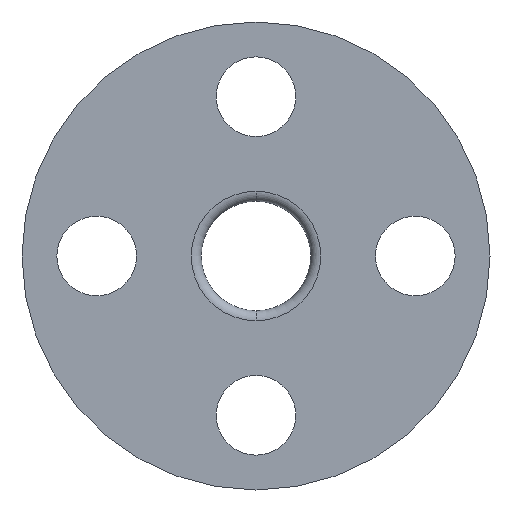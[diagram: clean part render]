
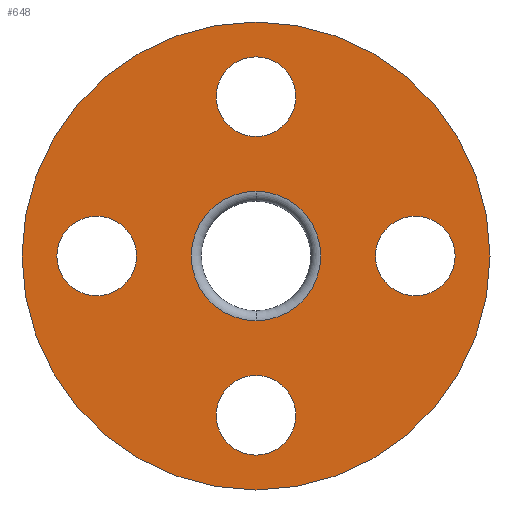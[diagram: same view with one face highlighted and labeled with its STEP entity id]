
A CAD part, left-side view. The second image highlights one B-rep face of the part: STEP entity #648.
In plain terms, the highlighted planar face has unit normal (-1, 0, 0).
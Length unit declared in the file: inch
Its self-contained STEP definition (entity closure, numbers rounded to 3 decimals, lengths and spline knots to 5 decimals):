
#3 = ORIENTED_EDGE ( 'NONE', *, *, #387, .F. ) ;
#7 = CIRCLE ( 'NONE', #698, 0.5 ) ;
#8 = ORIENTED_EDGE ( 'NONE', *, *, #641, .F. ) ;
#14 = DIRECTION ( 'NONE',  ( 0., 0., -1. ) ) ;
#19 = CARTESIAN_POINT ( 'NONE',  ( 0.42486, -2., -0.5 ) ) ;
#20 = VERTEX_POINT ( 'NONE', #546 ) ;
#48 = DIRECTION ( 'NONE',  ( -1., 0., 0. ) ) ;
#50 = DIRECTION ( 'NONE',  ( -1., 0., 0. ) ) ;
#75 = DIRECTION ( 'NONE',  ( 0., 0., 1. ) ) ;
#79 = VERTEX_POINT ( 'NONE', #621 ) ;
#91 = EDGE_CURVE ( 'NONE', #79, #95, #197, .T. ) ;
#95 = VERTEX_POINT ( 'NONE', #461 ) ;
#106 = CARTESIAN_POINT ( 'NONE',  ( 0.42486, 0., -1.5 ) ) ;
#113 = AXIS2_PLACEMENT_3D ( 'NONE', #465, #299, #75 ) ;
#114 = EDGE_CURVE ( 'NONE', #20, #655, #515, .T. ) ;
#115 = CIRCLE ( 'NONE', #397, 0.5 ) ;
#125 = CARTESIAN_POINT ( 'NONE',  ( 0.42486, 0., 2.5 ) ) ;
#127 = CIRCLE ( 'NONE', #532, 0.5 ) ;
#139 = CIRCLE ( 'NONE', #264, 0.5 ) ;
#142 = VERTEX_POINT ( 'NONE', #194 ) ;
#143 = DIRECTION ( 'NONE',  ( 0., 0., -1. ) ) ;
#147 = ORIENTED_EDGE ( 'NONE', *, *, #190, .T. ) ;
#148 = CARTESIAN_POINT ( 'NONE',  ( 0.42486, 0., 0. ) ) ;
#150 = AXIS2_PLACEMENT_3D ( 'NONE', #148, #430, #596 ) ;
#156 = CARTESIAN_POINT ( 'NONE',  ( 0.42486, 0., 1.5 ) ) ;
#158 = ORIENTED_EDGE ( 'NONE', *, *, #265, .T. ) ;
#159 = CARTESIAN_POINT ( 'NONE',  ( 0.42486, 0., -2. ) ) ;
#160 = EDGE_CURVE ( 'NONE', #398, #561, #139, .T. ) ;
#162 = VERTEX_POINT ( 'NONE', #125 ) ;
#163 = CARTESIAN_POINT ( 'NONE',  ( 0.42486, 0., -2.5 ) ) ;
#174 = DIRECTION ( 'NONE',  ( 0., -1., 0. ) ) ;
#180 = VERTEX_POINT ( 'NONE', #156 ) ;
#184 = CIRCLE ( 'NONE', #150, 2.9375 ) ;
#185 = CARTESIAN_POINT ( 'NONE',  ( 0.42486, -2., 0. ) ) ;
#190 = EDGE_CURVE ( 'NONE', #268, #142, #184, .T. ) ;
#192 = DIRECTION ( 'NONE',  ( 0., 0., 1. ) ) ;
#193 = EDGE_LOOP ( 'NONE', ( #158, #696 ) ) ;
#194 = CARTESIAN_POINT ( 'NONE',  ( 0.42486, 0., 2.9375 ) ) ;
#197 = CIRCLE ( 'NONE', #113, 0.8125 ) ;
#198 = CIRCLE ( 'NONE', #712, 0.5 ) ;
#204 = CARTESIAN_POINT ( 'NONE',  ( 0.42486, 0., -2.9375 ) ) ;
#220 = ORIENTED_EDGE ( 'NONE', *, *, #160, .F. ) ;
#227 = CARTESIAN_POINT ( 'NONE',  ( 0.42486, 2., 0.5 ) ) ;
#228 = CARTESIAN_POINT ( 'NONE',  ( 0.42486, 0., 2. ) ) ;
#232 = EDGE_CURVE ( 'NONE', #384, #710, #304, .T. ) ;
#235 = AXIS2_PLACEMENT_3D ( 'NONE', #525, #627, #459 ) ;
#236 = CARTESIAN_POINT ( 'NONE',  ( 0.42486, 0., 2. ) ) ;
#247 = DIRECTION ( 'NONE',  ( -1., 0., 0. ) ) ;
#264 = AXIS2_PLACEMENT_3D ( 'NONE', #404, #679, #623 ) ;
#265 = EDGE_CURVE ( 'NONE', #95, #79, #531, .T. ) ;
#268 = VERTEX_POINT ( 'NONE', #204 ) ;
#285 = DIRECTION ( 'NONE',  ( 0., -1., 0. ) ) ;
#290 = CARTESIAN_POINT ( 'NONE',  ( 0.42486, 0., 0. ) ) ;
#294 = CIRCLE ( 'NONE', #542, 0.5 ) ;
#296 = DIRECTION ( 'NONE',  ( -1., 0., 0. ) ) ;
#298 = EDGE_LOOP ( 'NONE', ( #454, #488 ) ) ;
#299 = DIRECTION ( 'NONE',  ( 1., 0., 0. ) ) ;
#304 = CIRCLE ( 'NONE', #340, 0.5 ) ;
#310 = CARTESIAN_POINT ( 'NONE',  ( 0.42486, 2., 0. ) ) ;
#329 = AXIS2_PLACEMENT_3D ( 'NONE', #509, #296, #14 ) ;
#334 = CARTESIAN_POINT ( 'NONE',  ( 0.42486, 2., -0.5 ) ) ;
#339 = DIRECTION ( 'NONE',  ( -1., 0., 0. ) ) ;
#340 = AXIS2_PLACEMENT_3D ( 'NONE', #159, #702, #477 ) ;
#342 = ORIENTED_EDGE ( 'NONE', *, *, #622, .F. ) ;
#348 = EDGE_LOOP ( 'NONE', ( #342, #220 ) ) ;
#363 = CARTESIAN_POINT ( 'NONE',  ( 0.42486, 0., -2. ) ) ;
#374 = AXIS2_PLACEMENT_3D ( 'NONE', #524, #700, #639 ) ;
#384 = VERTEX_POINT ( 'NONE', #163 ) ;
#387 = EDGE_CURVE ( 'NONE', #162, #180, #198, .T. ) ;
#397 = AXIS2_PLACEMENT_3D ( 'NONE', #236, #339, #285 ) ;
#398 = VERTEX_POINT ( 'NONE', #334 ) ;
#404 = CARTESIAN_POINT ( 'NONE',  ( 0.42486, 2., 0. ) ) ;
#405 = EDGE_CURVE ( 'NONE', #142, #268, #633, .T. ) ;
#408 = FACE_OUTER_BOUND ( 'NONE', #534, .T. ) ;
#411 = FACE_BOUND ( 'NONE', #298, .T. ) ;
#413 = FACE_BOUND ( 'NONE', #494, .T. ) ;
#416 = DIRECTION ( 'NONE',  ( -1., 0., 0. ) ) ;
#430 = DIRECTION ( 'NONE',  ( -1., 0., 0. ) ) ;
#453 = DIRECTION ( 'NONE',  ( -1., 0., 0. ) ) ;
#454 = ORIENTED_EDGE ( 'NONE', *, *, #683, .F. ) ;
#459 = DIRECTION ( 'NONE',  ( 0., 0., 1. ) ) ;
#461 = CARTESIAN_POINT ( 'NONE',  ( 0.42486, 0., 0.8125 ) ) ;
#462 = DIRECTION ( 'NONE',  ( 0., 1., 0. ) ) ;
#465 = CARTESIAN_POINT ( 'NONE',  ( 0.42486, 0., 0. ) ) ;
#477 = DIRECTION ( 'NONE',  ( 0., 1., 0. ) ) ;
#484 = ORIENTED_EDGE ( 'NONE', *, *, #405, .T. ) ;
#488 = ORIENTED_EDGE ( 'NONE', *, *, #232, .F. ) ;
#494 = EDGE_LOOP ( 'NONE', ( #521, #8 ) ) ;
#508 = ORIENTED_EDGE ( 'NONE', *, *, #543, .F. ) ;
#509 = CARTESIAN_POINT ( 'NONE',  ( 0.42486, -2., 0. ) ) ;
#513 = FACE_BOUND ( 'NONE', #193, .T. ) ;
#515 = CIRCLE ( 'NONE', #329, 0.5 ) ;
#516 = AXIS2_PLACEMENT_3D ( 'NONE', #290, #50, #550 ) ;
#521 = ORIENTED_EDGE ( 'NONE', *, *, #114, .F. ) ;
#523 = FACE_BOUND ( 'NONE', #348, .T. ) ;
#524 = CARTESIAN_POINT ( 'NONE',  ( 0.42486, 0., 0. ) ) ;
#525 = CARTESIAN_POINT ( 'NONE',  ( 0.42486, 0., 0. ) ) ;
#531 = CIRCLE ( 'NONE', #374, 0.8125 ) ;
#532 = AXIS2_PLACEMENT_3D ( 'NONE', #363, #247, #462 ) ;
#534 = EDGE_LOOP ( 'NONE', ( #484, #147 ) ) ;
#542 = AXIS2_PLACEMENT_3D ( 'NONE', #310, #453, #192 ) ;
#543 = EDGE_CURVE ( 'NONE', #180, #162, #115, .T. ) ;
#546 = CARTESIAN_POINT ( 'NONE',  ( 0.42486, -2., 0.5 ) ) ;
#550 = DIRECTION ( 'NONE',  ( 0., 0., 1. ) ) ;
#561 = VERTEX_POINT ( 'NONE', #227 ) ;
#596 = DIRECTION ( 'NONE',  ( 0., 0., 1. ) ) ;
#601 = EDGE_LOOP ( 'NONE', ( #3, #508 ) ) ;
#621 = CARTESIAN_POINT ( 'NONE',  ( 0.42486, 0., -0.8125 ) ) ;
#622 = EDGE_CURVE ( 'NONE', #561, #398, #294, .T. ) ;
#623 = DIRECTION ( 'NONE',  ( 0., 0., 1. ) ) ;
#627 = DIRECTION ( 'NONE',  ( -1., 0., 0. ) ) ;
#630 = PLANE ( 'NONE',  #235 ) ;
#633 = CIRCLE ( 'NONE', #516, 2.9375 ) ;
#639 = DIRECTION ( 'NONE',  ( 0., 0., 1. ) ) ;
#641 = EDGE_CURVE ( 'NONE', #655, #20, #7, .T. ) ;
#648 = ADVANCED_FACE ( 'NONE', ( #680, #413, #411, #523, #513, #408 ), #630, .T. ) ;
#655 = VERTEX_POINT ( 'NONE', #19 ) ;
#679 = DIRECTION ( 'NONE',  ( -1., 0., 0. ) ) ;
#680 = FACE_BOUND ( 'NONE', #601, .T. ) ;
#683 = EDGE_CURVE ( 'NONE', #710, #384, #127, .T. ) ;
#696 = ORIENTED_EDGE ( 'NONE', *, *, #91, .T. ) ;
#698 = AXIS2_PLACEMENT_3D ( 'NONE', #185, #416, #143 ) ;
#700 = DIRECTION ( 'NONE',  ( 1., 0., 0. ) ) ;
#702 = DIRECTION ( 'NONE',  ( -1., 0., 0. ) ) ;
#710 = VERTEX_POINT ( 'NONE', #106 ) ;
#712 = AXIS2_PLACEMENT_3D ( 'NONE', #228, #48, #174 ) ;
